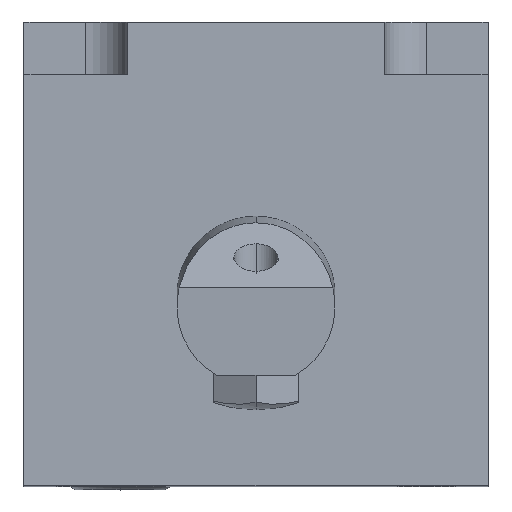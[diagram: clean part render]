
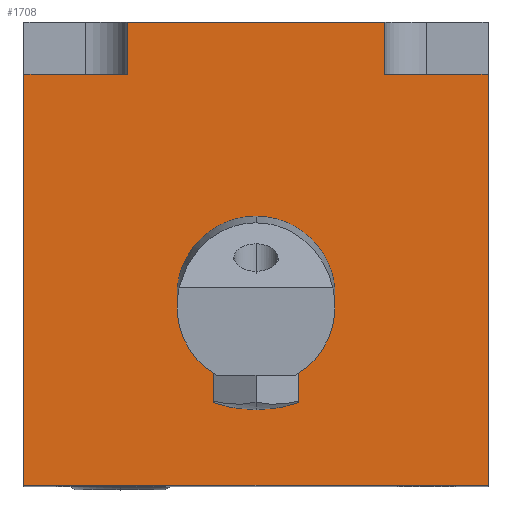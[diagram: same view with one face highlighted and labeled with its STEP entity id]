
A CAD part, top view. The second image highlights one B-rep face of the part: STEP entity #1708.
In plain terms, the highlighted planar face has unit normal (0, 0, 1).
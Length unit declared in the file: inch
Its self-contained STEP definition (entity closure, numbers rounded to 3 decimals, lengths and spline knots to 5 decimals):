
#119=DIRECTION('',(1.,0.,0.));
#120=VECTOR('',#119,2.75);
#121=CARTESIAN_POINT('',(-1.375,0.,0.95));
#122=LINE('',#121,#120);
#327=DIRECTION('',(1.,0.,0.));
#328=VECTOR('',#327,1.52);
#329=CARTESIAN_POINT('',(-0.76,2.745,0.95));
#330=LINE('',#329,#328);
#401=DIRECTION('',(0.,1.,0.));
#402=VECTOR('',#401,2.435);
#403=CARTESIAN_POINT('',(1.375,0.,0.95));
#404=LINE('',#403,#402);
#423=DIRECTION('',(1.,0.,0.));
#424=VECTOR('',#423,0.615);
#425=CARTESIAN_POINT('',(-1.375,2.435,0.95));
#426=LINE('',#425,#424);
#427=DIRECTION('',(0.,-1.,0.));
#428=VECTOR('',#427,0.31);
#429=CARTESIAN_POINT('',(-0.76,2.745,0.95));
#430=LINE('',#429,#428);
#431=DIRECTION('',(0.,-1.,0.));
#432=VECTOR('',#431,0.31);
#433=CARTESIAN_POINT('',(0.76,2.745,0.95));
#434=LINE('',#433,#432);
#435=DIRECTION('',(1.,0.,0.));
#436=VECTOR('',#435,0.615);
#437=CARTESIAN_POINT('',(0.76,2.435,0.95));
#438=LINE('',#437,#436);
#439=DIRECTION('',(0.,1.,0.));
#440=VECTOR('',#439,2.435);
#441=CARTESIAN_POINT('',(-1.375,0.,0.95));
#442=LINE('',#441,#440);
#443=CARTESIAN_POINT('',(0.,1.59439,0.95));
#444=CARTESIAN_POINT('',(0.05524,1.59439,0.95));
#445=CARTESIAN_POINT('',(0.17458,1.57436,0.95));
#446=CARTESIAN_POINT('',(0.34137,1.46677,0.95));
#447=CARTESIAN_POINT('',(0.43079,1.32796,0.95));
#448=CARTESIAN_POINT('',(0.46382,1.20987,0.95));
#449=CARTESIAN_POINT('',(0.47121,1.12511,0.95));
#450=CARTESIAN_POINT('',(0.46382,1.04036,0.95));
#451=CARTESIAN_POINT('',(0.43079,0.92227,0.95));
#452=CARTESIAN_POINT('',(0.34137,0.78346,0.95));
#453=CARTESIAN_POINT('',(0.17458,0.67587,0.95));
#454=CARTESIAN_POINT('',(0.05524,0.65584,0.95));
#455=CARTESIAN_POINT('',(0.,0.65584,0.95));
#457=CARTESIAN_POINT('',(0.,0.65584,0.95));
#458=CARTESIAN_POINT('',(-0.05524,0.65584,0.95));
#459=CARTESIAN_POINT('',(-0.17458,0.67587,0.95));
#460=CARTESIAN_POINT('',(-0.34137,0.78346,0.95));
#461=CARTESIAN_POINT('',(-0.43079,0.92227,0.95));
#462=CARTESIAN_POINT('',(-0.46382,1.04036,0.95));
#463=CARTESIAN_POINT('',(-0.47121,1.12511,0.95));
#464=CARTESIAN_POINT('',(-0.46382,1.20987,0.95));
#465=CARTESIAN_POINT('',(-0.43079,1.32796,0.95));
#466=CARTESIAN_POINT('',(-0.34137,1.46677,0.95));
#467=CARTESIAN_POINT('',(-0.17458,1.57436,0.95));
#468=CARTESIAN_POINT('',(-0.05524,1.59439,0.95));
#469=CARTESIAN_POINT('',(0.,1.59439,0.95));
#1121=CARTESIAN_POINT('',(-1.375,0.,0.95));
#1123=VERTEX_POINT('',#1121);
#1124=CARTESIAN_POINT('',(1.375,0.,0.95));
#1125=VERTEX_POINT('',#1124);
#1164=CARTESIAN_POINT('',(0.76,2.745,0.95));
#1165=VERTEX_POINT('',#1164);
#1174=CARTESIAN_POINT('',(-0.76,2.745,0.95));
#1175=VERTEX_POINT('',#1174);
#1184=CARTESIAN_POINT('',(-1.375,2.435,0.95));
#1186=VERTEX_POINT('',#1184);
#1192=CARTESIAN_POINT('',(-0.76,2.435,0.95));
#1193=VERTEX_POINT('',#1192);
#1194=CARTESIAN_POINT('',(0.76,2.435,0.95));
#1195=CARTESIAN_POINT('',(1.375,2.435,0.95));
#1196=VERTEX_POINT('',#1194);
#1197=VERTEX_POINT('',#1195);
#1304=VERTEX_POINT('',#443);
#1305=VERTEX_POINT('',#455);
#1686=CARTESIAN_POINT('',(-1.375,0.,0.95));
#1687=DIRECTION('',(0.,0.,1.));
#1688=DIRECTION('',(1.,0.,0.));
#1689=AXIS2_PLACEMENT_3D('',#1686,#1687,#1688);
#1690=PLANE('',#1689);
#1691=ORIENTED_EDGE('',*,*,#1459,.T.);
#1693=ORIENTED_EDGE('',*,*,#1692,.F.);
#1694=ORIENTED_EDGE('',*,*,#1568,.T.);
#1695=ORIENTED_EDGE('',*,*,#1681,.T.);
#1696=ORIENTED_EDGE('',*,*,#1496,.T.);
#1697=ORIENTED_EDGE('',*,*,#1636,.F.);
#1698=ORIENTED_EDGE('',*,*,#1381,.F.);
#1699=ORIENTED_EDGE('',*,*,#1427,.T.);
#1700=EDGE_LOOP('',(#1691,#1693,#1694,#1695,#1696,#1697,#1698,#1699));
#1701=FACE_OUTER_BOUND('',#1700,.F.);
#1703=ORIENTED_EDGE('',*,*,#1702,.F.);
#1705=ORIENTED_EDGE('',*,*,#1704,.F.);
#1706=EDGE_LOOP('',(#1703,#1705));
#1707=FACE_BOUND('',#1706,.F.);
#456=B_SPLINE_CURVE_WITH_KNOTS('',3,(#443,#444,#445,#446,#447,#448,#449,#450,
#451,#452,#453,#454,#455),.UNSPECIFIED.,.F.,.F.,(4,1,1,1,1,1,1,1,1,1,4),(0.,
0.125,0.25,0.375,0.4375,0.5,0.5625,0.625,0.75,0.875,1.),
.UNSPECIFIED.);
#470=B_SPLINE_CURVE_WITH_KNOTS('',3,(#457,#458,#459,#460,#461,#462,#463,#464,
#465,#466,#467,#468,#469),.UNSPECIFIED.,.F.,.F.,(4,1,1,1,1,1,1,1,1,1,4),(0.,
0.125,0.25,0.375,0.4375,0.5,0.5625,0.625,0.75,0.875,1.),
.UNSPECIFIED.);
#1381=EDGE_CURVE('',#1123,#1125,#122,.T.);
#1427=EDGE_CURVE('',#1123,#1186,#442,.T.);
#1459=EDGE_CURVE('',#1186,#1193,#426,.T.);
#1496=EDGE_CURVE('',#1196,#1197,#438,.T.);
#1568=EDGE_CURVE('',#1175,#1165,#330,.T.);
#1636=EDGE_CURVE('',#1125,#1197,#404,.T.);
#1681=EDGE_CURVE('',#1165,#1196,#434,.T.);
#1692=EDGE_CURVE('',#1175,#1193,#430,.T.);
#1702=EDGE_CURVE('',#1304,#1305,#456,.T.);
#1704=EDGE_CURVE('',#1305,#1304,#470,.T.);
#1708=ADVANCED_FACE('',(#1701,#1707),#1690,.T.);
